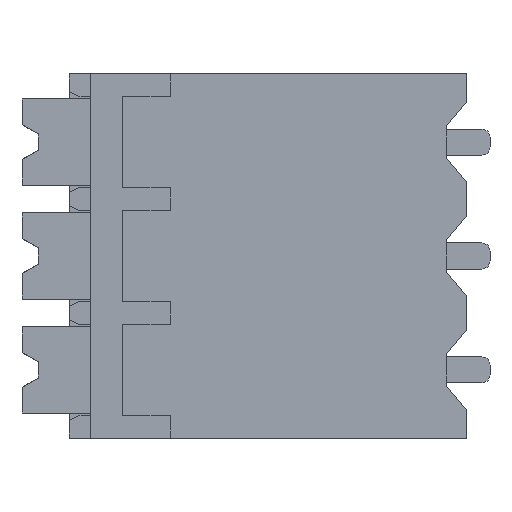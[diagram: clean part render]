
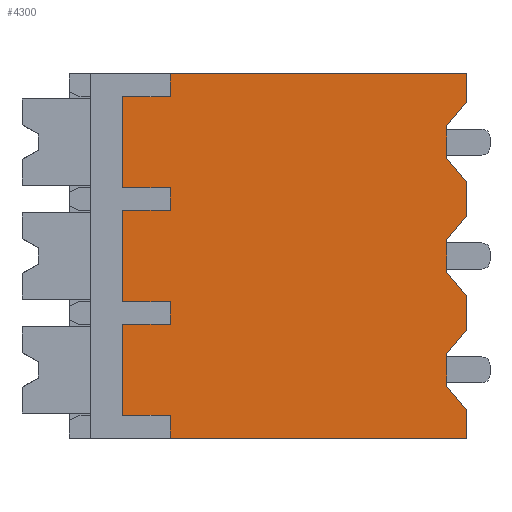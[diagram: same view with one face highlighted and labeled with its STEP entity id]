
A CAD part, left-side view. The second image highlights one B-rep face of the part: STEP entity #4300.
In plain terms, the highlighted planar face has unit normal (-1, 0, 0).
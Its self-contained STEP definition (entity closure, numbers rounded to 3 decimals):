
#50=DIRECTION('',(0.,-1.,0.));
#51=VECTOR('',#50,9.1);
#52=CARTESIAN_POINT('',(0.,9.1,-9.1));
#53=LINE('',#52,#51);
#386=DIRECTION('',(0.,0.643,0.766));
#387=VECTOR('',#386,0.933);
#388=CARTESIAN_POINT('',(0.,0.,-8.215));
#389=LINE('',#388,#387);
#390=DIRECTION('',(0.,0.,1.));
#391=VECTOR('',#390,0.7);
#392=CARTESIAN_POINT('',(0.,9.1,-9.1));
#393=LINE('',#392,#391);
#394=DIRECTION('',(0.,-1.,0.));
#395=VECTOR('',#394,1.45);
#396=CARTESIAN_POINT('',(0.,10.55,-8.4));
#397=LINE('',#396,#395);
#398=DIRECTION('',(0.,0.,-1.));
#399=VECTOR('',#398,2.8);
#400=CARTESIAN_POINT('',(0.,10.55,-5.6));
#401=LINE('',#400,#399);
#402=DIRECTION('',(0.,1.,0.));
#403=VECTOR('',#402,1.45);
#404=CARTESIAN_POINT('',(0.,9.1,-5.6));
#405=LINE('',#404,#403);
#406=DIRECTION('',(0.,0.,1.));
#407=VECTOR('',#406,0.7);
#408=CARTESIAN_POINT('',(0.,9.1,-5.6));
#409=LINE('',#408,#407);
#410=DIRECTION('',(0.,-1.,0.));
#411=VECTOR('',#410,1.45);
#412=CARTESIAN_POINT('',(0.,10.55,-4.9));
#413=LINE('',#412,#411);
#414=DIRECTION('',(0.,0.,-1.));
#415=VECTOR('',#414,2.8);
#416=CARTESIAN_POINT('',(0.,10.55,-2.1));
#417=LINE('',#416,#415);
#418=DIRECTION('',(0.,1.,0.));
#419=VECTOR('',#418,1.45);
#420=CARTESIAN_POINT('',(0.,9.1,-2.1));
#421=LINE('',#420,#419);
#422=DIRECTION('',(0.,0.,1.));
#423=VECTOR('',#422,0.7);
#424=CARTESIAN_POINT('',(0.,9.1,-2.1));
#425=LINE('',#424,#423);
#426=DIRECTION('',(0.,-1.,0.));
#427=VECTOR('',#426,1.45);
#428=CARTESIAN_POINT('',(0.,10.55,-1.4));
#429=LINE('',#428,#427);
#430=DIRECTION('',(0.,0.,-1.));
#431=VECTOR('',#430,2.8);
#432=CARTESIAN_POINT('',(0.,10.55,1.4));
#433=LINE('',#432,#431);
#434=DIRECTION('',(0.,1.,0.));
#435=VECTOR('',#434,1.45);
#436=CARTESIAN_POINT('',(0.,9.1,1.4));
#437=LINE('',#436,#435);
#438=DIRECTION('',(0.,0.,1.));
#439=VECTOR('',#438,0.7);
#440=CARTESIAN_POINT('',(0.,9.1,1.4));
#441=LINE('',#440,#439);
#442=DIRECTION('',(0.,-0.643,0.766));
#443=VECTOR('',#442,0.933);
#444=CARTESIAN_POINT('',(0.,0.6,0.5));
#445=LINE('',#444,#443);
#446=DIRECTION('',(0.,0.,1.));
#447=VECTOR('',#446,1.);
#448=CARTESIAN_POINT('',(0.,0.6,-0.5));
#449=LINE('',#448,#447);
#450=DIRECTION('',(0.,0.643,0.766));
#451=VECTOR('',#450,0.933);
#452=CARTESIAN_POINT('',(0.,0.,-1.215));
#453=LINE('',#452,#451);
#454=DIRECTION('',(0.,-0.643,0.766));
#455=VECTOR('',#454,0.933);
#456=CARTESIAN_POINT('',(0.,0.6,-3.));
#457=LINE('',#456,#455);
#458=DIRECTION('',(0.,0.,1.));
#459=VECTOR('',#458,1.);
#460=CARTESIAN_POINT('',(0.,0.6,-4.));
#461=LINE('',#460,#459);
#462=DIRECTION('',(0.,0.643,0.766));
#463=VECTOR('',#462,0.933);
#464=CARTESIAN_POINT('',(0.,0.,-4.715));
#465=LINE('',#464,#463);
#466=DIRECTION('',(0.,-0.643,0.766));
#467=VECTOR('',#466,0.933);
#468=CARTESIAN_POINT('',(0.,0.6,-6.5));
#469=LINE('',#468,#467);
#470=DIRECTION('',(0.,0.,1.));
#471=VECTOR('',#470,1.);
#472=CARTESIAN_POINT('',(0.,0.6,-7.5));
#473=LINE('',#472,#471);
#478=DIRECTION('',(0.,0.,1.));
#479=VECTOR('',#478,0.885);
#480=CARTESIAN_POINT('',(0.,0.,1.215));
#481=LINE('',#480,#479);
#490=DIRECTION('',(0.,0.,1.));
#491=VECTOR('',#490,1.07);
#492=CARTESIAN_POINT('',(0.,0.,-2.285));
#493=LINE('',#492,#491);
#514=DIRECTION('',(0.,0.,1.));
#515=VECTOR('',#514,0.885);
#516=CARTESIAN_POINT('',(0.,0.,-9.1));
#517=LINE('',#516,#515);
#522=DIRECTION('',(0.,0.,1.));
#523=VECTOR('',#522,1.07);
#524=CARTESIAN_POINT('',(0.,0.,-5.785));
#525=LINE('',#524,#523);
#566=DIRECTION('',(0.,-1.,0.));
#567=VECTOR('',#566,9.1);
#568=CARTESIAN_POINT('',(0.,9.1,2.1));
#569=LINE('',#568,#567);
#2991=CARTESIAN_POINT('',(0.,9.1,-9.1));
#2992=VERTEX_POINT('',#2991);
#2993=CARTESIAN_POINT('',(0.,0.,-9.1));
#2994=VERTEX_POINT('',#2993);
#3019=CARTESIAN_POINT('',(0.,9.1,2.1));
#3020=VERTEX_POINT('',#3019);
#3021=CARTESIAN_POINT('',(0.,0.,2.1));
#3022=VERTEX_POINT('',#3021);
#3437=CARTESIAN_POINT('',(0.,10.55,1.4));
#3438=CARTESIAN_POINT('',(0.,10.55,-1.4));
#3439=VERTEX_POINT('',#3437);
#3440=VERTEX_POINT('',#3438);
#3449=CARTESIAN_POINT('',(0.,9.1,-1.4));
#3450=VERTEX_POINT('',#3449);
#3451=CARTESIAN_POINT('',(0.,9.1,1.4));
#3452=VERTEX_POINT('',#3451);
#3453=CARTESIAN_POINT('',(0.,10.55,-2.1));
#3454=CARTESIAN_POINT('',(0.,10.55,-4.9));
#3455=VERTEX_POINT('',#3453);
#3456=VERTEX_POINT('',#3454);
#3465=CARTESIAN_POINT('',(0.,9.1,-4.9));
#3466=VERTEX_POINT('',#3465);
#3467=CARTESIAN_POINT('',(0.,9.1,-2.1));
#3468=VERTEX_POINT('',#3467);
#3469=CARTESIAN_POINT('',(0.,10.55,-5.6));
#3470=CARTESIAN_POINT('',(0.,10.55,-8.4));
#3471=VERTEX_POINT('',#3469);
#3472=VERTEX_POINT('',#3470);
#3481=CARTESIAN_POINT('',(0.,9.1,-8.4));
#3482=VERTEX_POINT('',#3481);
#3483=CARTESIAN_POINT('',(0.,9.1,-5.6));
#3484=VERTEX_POINT('',#3483);
#3605=CARTESIAN_POINT('',(0.,0.,-1.215));
#3606=CARTESIAN_POINT('',(0.,0.6,-0.5));
#3607=VERTEX_POINT('',#3605);
#3608=VERTEX_POINT('',#3606);
#3609=CARTESIAN_POINT('',(0.,0.6,0.5));
#3610=VERTEX_POINT('',#3609);
#3611=CARTESIAN_POINT('',(0.,0.,1.215));
#3612=VERTEX_POINT('',#3611);
#3621=CARTESIAN_POINT('',(0.,0.,-4.715));
#3622=CARTESIAN_POINT('',(0.,0.6,-4.));
#3623=VERTEX_POINT('',#3621);
#3624=VERTEX_POINT('',#3622);
#3625=CARTESIAN_POINT('',(0.,0.6,-3.));
#3626=VERTEX_POINT('',#3625);
#3627=CARTESIAN_POINT('',(0.,0.,-2.285));
#3628=VERTEX_POINT('',#3627);
#3637=CARTESIAN_POINT('',(0.,0.,-8.215));
#3638=CARTESIAN_POINT('',(0.,0.6,-7.5));
#3639=VERTEX_POINT('',#3637);
#3640=VERTEX_POINT('',#3638);
#3641=CARTESIAN_POINT('',(0.,0.6,-6.5));
#3642=VERTEX_POINT('',#3641);
#3643=CARTESIAN_POINT('',(0.,0.,-5.785));
#3644=VERTEX_POINT('',#3643);
#4239=CARTESIAN_POINT('',(0.,9.1,-9.1));
#4240=DIRECTION('',(-1.,0.,0.));
#4241=DIRECTION('',(0.,-1.,0.));
#4242=AXIS2_PLACEMENT_3D('',#4239,#4240,#4241);
#4243=PLANE('',#4242);
#4244=ORIENTED_EDGE('',*,*,#4229,.F.);
#4246=ORIENTED_EDGE('',*,*,#4245,.F.);
#4247=ORIENTED_EDGE('',*,*,#3916,.F.);
#4249=ORIENTED_EDGE('',*,*,#4248,.T.);
#4251=ORIENTED_EDGE('',*,*,#4250,.F.);
#4253=ORIENTED_EDGE('',*,*,#4252,.F.);
#4255=ORIENTED_EDGE('',*,*,#4254,.F.);
#4257=ORIENTED_EDGE('',*,*,#4256,.T.);
#4259=ORIENTED_EDGE('',*,*,#4258,.F.);
#4261=ORIENTED_EDGE('',*,*,#4260,.F.);
#4263=ORIENTED_EDGE('',*,*,#4262,.F.);
#4265=ORIENTED_EDGE('',*,*,#4264,.T.);
#4267=ORIENTED_EDGE('',*,*,#4266,.F.);
#4269=ORIENTED_EDGE('',*,*,#4268,.F.);
#4271=ORIENTED_EDGE('',*,*,#4270,.F.);
#4273=ORIENTED_EDGE('',*,*,#4272,.T.);
#4275=ORIENTED_EDGE('',*,*,#4274,.T.);
#4277=ORIENTED_EDGE('',*,*,#4276,.F.);
#4279=ORIENTED_EDGE('',*,*,#4278,.F.);
#4281=ORIENTED_EDGE('',*,*,#4280,.F.);
#4283=ORIENTED_EDGE('',*,*,#4282,.F.);
#4285=ORIENTED_EDGE('',*,*,#4284,.F.);
#4287=ORIENTED_EDGE('',*,*,#4286,.F.);
#4289=ORIENTED_EDGE('',*,*,#4288,.F.);
#4291=ORIENTED_EDGE('',*,*,#4290,.F.);
#4293=ORIENTED_EDGE('',*,*,#4292,.F.);
#4295=ORIENTED_EDGE('',*,*,#4294,.F.);
#4297=ORIENTED_EDGE('',*,*,#4296,.F.);
#4298=EDGE_LOOP('',(#4244,#4246,#4247,#4249,#4251,#4253,#4255,#4257,#4259,#4261,
#4263,#4265,#4267,#4269,#4271,#4273,#4275,#4277,#4279,#4281,#4283,#4285,#4287,
#4289,#4291,#4293,#4295,#4297));
#4299=FACE_OUTER_BOUND('',#4298,.F.);
#3916=EDGE_CURVE('',#2992,#2994,#53,.T.);
#4229=EDGE_CURVE('',#3639,#3640,#389,.T.);
#4245=EDGE_CURVE('',#2994,#3639,#517,.T.);
#4248=EDGE_CURVE('',#2992,#3482,#393,.T.);
#4250=EDGE_CURVE('',#3472,#3482,#397,.T.);
#4252=EDGE_CURVE('',#3471,#3472,#401,.T.);
#4254=EDGE_CURVE('',#3484,#3471,#405,.T.);
#4256=EDGE_CURVE('',#3484,#3466,#409,.T.);
#4258=EDGE_CURVE('',#3456,#3466,#413,.T.);
#4260=EDGE_CURVE('',#3455,#3456,#417,.T.);
#4262=EDGE_CURVE('',#3468,#3455,#421,.T.);
#4264=EDGE_CURVE('',#3468,#3450,#425,.T.);
#4266=EDGE_CURVE('',#3440,#3450,#429,.T.);
#4268=EDGE_CURVE('',#3439,#3440,#433,.T.);
#4270=EDGE_CURVE('',#3452,#3439,#437,.T.);
#4272=EDGE_CURVE('',#3452,#3020,#441,.T.);
#4274=EDGE_CURVE('',#3020,#3022,#569,.T.);
#4276=EDGE_CURVE('',#3612,#3022,#481,.T.);
#4278=EDGE_CURVE('',#3610,#3612,#445,.T.);
#4280=EDGE_CURVE('',#3608,#3610,#449,.T.);
#4282=EDGE_CURVE('',#3607,#3608,#453,.T.);
#4284=EDGE_CURVE('',#3628,#3607,#493,.T.);
#4286=EDGE_CURVE('',#3626,#3628,#457,.T.);
#4288=EDGE_CURVE('',#3624,#3626,#461,.T.);
#4290=EDGE_CURVE('',#3623,#3624,#465,.T.);
#4292=EDGE_CURVE('',#3644,#3623,#525,.T.);
#4294=EDGE_CURVE('',#3642,#3644,#469,.T.);
#4296=EDGE_CURVE('',#3640,#3642,#473,.T.);
#4300=ADVANCED_FACE('',(#4299),#4243,.T.);
